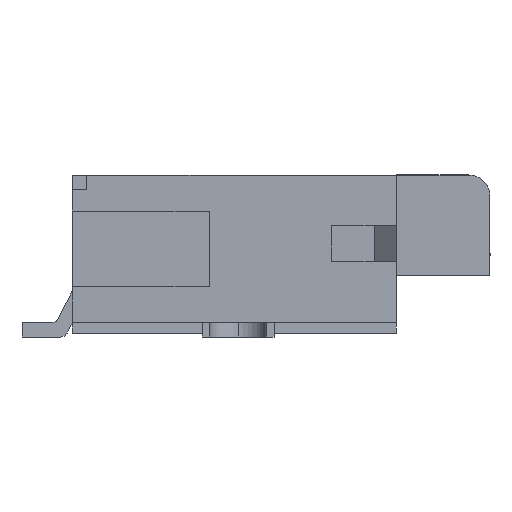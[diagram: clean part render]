
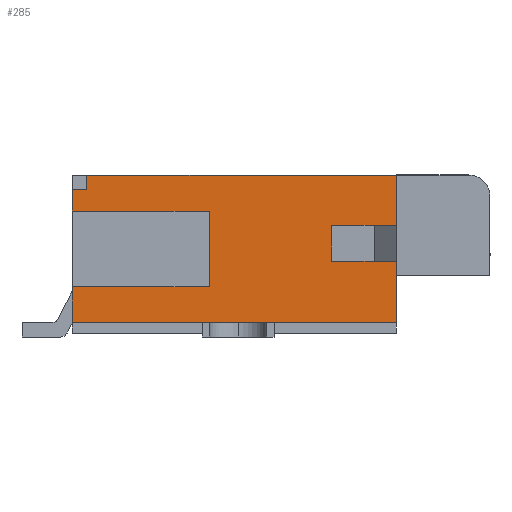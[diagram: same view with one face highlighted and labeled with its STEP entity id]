
A CAD part, left-side view. The second image highlights one B-rep face of the part: STEP entity #285.
In plain terms, the highlighted planar face has unit normal (-1, 0, 0).
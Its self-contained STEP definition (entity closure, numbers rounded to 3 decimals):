
#285=ADVANCED_FACE('',(#1253),#1254,.T.);
#1253=FACE_OUTER_BOUND('',#3096,.T.);
#1254=PLANE('',#3097);
#3096=EDGE_LOOP('',(#5352,#5353,#5354,#5355,#5356,#5357,#5358,#5359,#5360,#5361,#5362,#5363,#5364,#5365));
#3097=AXIS2_PLACEMENT_3D('',#5366,#5367,#5368);
#5352=ORIENTED_EDGE('',*,*,#13503,.F.);
#5353=ORIENTED_EDGE('',*,*,#13426,.F.);
#5354=ORIENTED_EDGE('',*,*,#13335,.T.);
#5355=ORIENTED_EDGE('',*,*,#13504,.F.);
#5356=ORIENTED_EDGE('',*,*,#13505,.T.);
#5357=ORIENTED_EDGE('',*,*,#13506,.T.);
#5358=ORIENTED_EDGE('',*,*,#13331,.T.);
#5359=ORIENTED_EDGE('',*,*,#13507,.F.);
#5360=ORIENTED_EDGE('',*,*,#13185,.T.);
#5361=ORIENTED_EDGE('',*,*,#13508,.T.);
#5362=ORIENTED_EDGE('',*,*,#13509,.T.);
#5363=ORIENTED_EDGE('',*,*,#13510,.T.);
#5364=ORIENTED_EDGE('',*,*,#13498,.T.);
#5365=ORIENTED_EDGE('',*,*,#13511,.T.);
#5366=CARTESIAN_POINT('',(-9.8,0.0,0.0));
#5367=DIRECTION('',(-1.0,0.0,0.0));
#5368=DIRECTION('',(0.0,0.0,1.0));
#13185=EDGE_CURVE('',#15991,#15989,#15992,.T.);
#13331=EDGE_CURVE('',#16283,#16281,#16284,.T.);
#13335=EDGE_CURVE('',#16291,#16289,#16292,.T.);
#13426=EDGE_CURVE('',#16291,#16467,#16468,.T.);
#13498=EDGE_CURVE('',#16568,#16569,#16570,.T.);
#13503=EDGE_CURVE('',#16467,#16578,#16579,.T.);
#13504=EDGE_CURVE('',#16580,#16289,#16581,.T.);
#13505=EDGE_CURVE('',#16580,#16582,#16583,.T.);
#13506=EDGE_CURVE('',#16582,#16283,#16584,.T.);
#13507=EDGE_CURVE('',#15991,#16281,#16585,.T.);
#13508=EDGE_CURVE('',#15989,#16586,#16587,.T.);
#13509=EDGE_CURVE('',#16586,#16588,#16589,.T.);
#13510=EDGE_CURVE('',#16588,#16568,#16590,.T.);
#13511=EDGE_CURVE('',#16569,#16578,#16591,.T.);
#15989=VERTEX_POINT('',#20609);
#15991=VERTEX_POINT('',#20612);
#15992=LINE('',#20613,#20614);
#16281=VERTEX_POINT('',#21047);
#16283=VERTEX_POINT('',#21050);
#16284=LINE('',#21051,#21052);
#16289=VERTEX_POINT('',#21059);
#16291=VERTEX_POINT('',#21062);
#16292=LINE('',#21063,#21064);
#16467=VERTEX_POINT('',#21329);
#16468=LINE('',#21330,#21331);
#16568=VERTEX_POINT('',#21502);
#16569=VERTEX_POINT('',#21503);
#16570=LINE('',#21504,#21505);
#16578=VERTEX_POINT('',#21517);
#16579=LINE('',#21518,#21519);
#16580=VERTEX_POINT('',#21520);
#16581=LINE('',#21521,#21522);
#16582=VERTEX_POINT('',#21523);
#16583=LINE('',#21524,#21525);
#16584=LINE('',#21526,#21527);
#16585=LINE('',#21528,#21529);
#16586=VERTEX_POINT('',#21530);
#16587=LINE('',#21531,#21532);
#16588=VERTEX_POINT('',#21533);
#16589=LINE('',#21534,#21535);
#16590=LINE('',#21536,#21537);
#16591=LINE('',#21538,#21539);
#20609=CARTESIAN_POINT('',(-9.8,-2.25,-0.1));
#20612=CARTESIAN_POINT('',(-9.8,-2.25,-0.95));
#20613=CARTESIAN_POINT('',(-9.8,-2.25,-1.1));
#20614=VECTOR('',#27413,1000.0);
#21047=CARTESIAN_POINT('',(-9.8,2.25,-0.95));
#21050=CARTESIAN_POINT('',(-9.8,2.25,-0.45));
#21051=CARTESIAN_POINT('',(-9.8,2.25,1.1));
#21052=VECTOR('',#27559,1000.0);
#21059=CARTESIAN_POINT('',(-9.8,2.25,0.6));
#21062=CARTESIAN_POINT('',(-9.8,2.25,0.9));
#21063=CARTESIAN_POINT('',(-9.8,2.25,1.1));
#21064=VECTOR('',#27563,1000.0);
#21329=CARTESIAN_POINT('',(-9.8,2.05,0.9));
#21330=CARTESIAN_POINT('',(-9.8,0.0,0.9));
#21331=VECTOR('',#27654,1000.0);
#21502=CARTESIAN_POINT('',(-9.8,-2.25,0.4));
#21503=CARTESIAN_POINT('',(-9.8,-2.25,1.1));
#21504=CARTESIAN_POINT('',(-9.8,-2.25,-1.1));
#21505=VECTOR('',#27726,1000.0);
#21517=CARTESIAN_POINT('',(-9.8,2.05,1.1));
#21518=CARTESIAN_POINT('',(-9.8,2.05,0.0));
#21519=VECTOR('',#27731,1000.0);
#21520=CARTESIAN_POINT('',(-9.8,0.35,0.6));
#21521=CARTESIAN_POINT('',(-9.8,0.35,0.6));
#21522=VECTOR('',#27732,1000.0);
#21523=CARTESIAN_POINT('',(-9.8,0.35,-0.45));
#21524=CARTESIAN_POINT('',(-9.8,0.35,0.6));
#21525=VECTOR('',#27733,1000.0);
#21526=CARTESIAN_POINT('',(-9.8,0.35,-0.45));
#21527=VECTOR('',#27734,1000.0);
#21528=CARTESIAN_POINT('',(-9.8,-2.25,-0.95));
#21529=VECTOR('',#27735,1000.0);
#21530=CARTESIAN_POINT('',(-9.8,-1.35,-0.1));
#21531=CARTESIAN_POINT('',(-9.8,-2.25,-0.1));
#21532=VECTOR('',#27736,1000.0);
#21533=CARTESIAN_POINT('',(-9.8,-1.35,0.4));
#21534=CARTESIAN_POINT('',(-9.8,-1.35,-0.1));
#21535=VECTOR('',#27737,1000.0);
#21536=CARTESIAN_POINT('',(-9.8,-1.35,0.4));
#21537=VECTOR('',#27738,1000.0);
#21538=CARTESIAN_POINT('',(-9.8,-2.25,1.1));
#21539=VECTOR('',#27739,1000.0);
#27413=DIRECTION('',(0.0,0.,1.0));
#27559=DIRECTION('',(0.0,0.,-1.0));
#27563=DIRECTION('',(0.0,0.,-1.0));
#27654=DIRECTION('',(0.0,-1.0,0.0));
#27726=DIRECTION('',(0.0,0.,1.0));
#27731=DIRECTION('',(0.0,0.0,1.0));
#27732=DIRECTION('',(0.0,1.0,0.));
#27733=DIRECTION('',(0.0,0.,-1.0));
#27734=DIRECTION('',(0.0,1.0,0.));
#27735=DIRECTION('',(0.0,1.0,0.));
#27736=DIRECTION('',(0.0,1.0,0.));
#27737=DIRECTION('',(0.0,0.0,1.0));
#27738=DIRECTION('',(0.0,-1.0,0.0));
#27739=DIRECTION('',(0.0,1.0,0.0));
